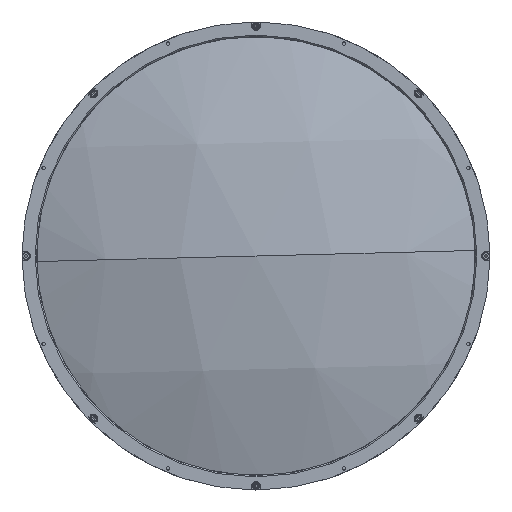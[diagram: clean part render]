
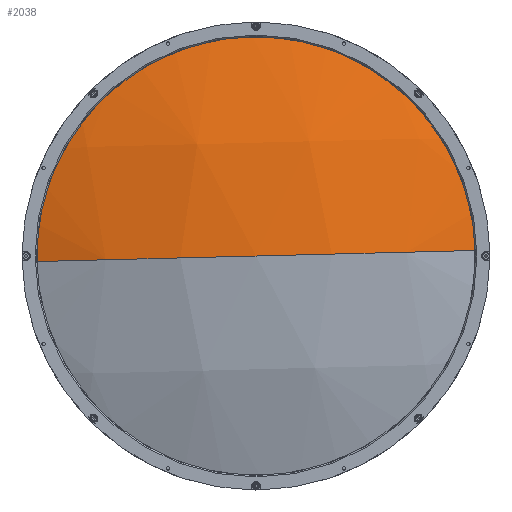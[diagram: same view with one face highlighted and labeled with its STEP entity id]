
A CAD part, left-side view. The second image highlights one B-rep face of the part: STEP entity #2038.
In plain terms, the highlighted spherical face has radius 465.458 mm.
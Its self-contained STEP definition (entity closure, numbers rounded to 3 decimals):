
#203 = ORIENTED_EDGE ( 'NONE', *, *, #9056, .T. ) ;
#494 = CARTESIAN_POINT ( 'NONE',  ( 25.901, 161.948, -4.088 ) ) ;
#2038 = ADVANCED_FACE ( 'NONE', ( #15490 ), #11505, .T. ) ;
#2117 = DIRECTION ( 'NONE',  ( -1., 0., 0. ) ) ;
#2835 = DIRECTION ( 'NONE',  ( 0., -1., 0.025 ) ) ;
#4040 = ORIENTED_EDGE ( 'NONE', *, *, #13386, .T. ) ;
#4125 = DIRECTION ( 'NONE',  ( 0., 0.025, 1. ) ) ;
#4169 = DIRECTION ( 'NONE',  ( 0., -0.025, -1. ) ) ;
#5060 = CARTESIAN_POINT ( 'NONE',  ( 462.258, 0., 0. ) ) ;
#5080 = EDGE_LOOP ( 'NONE', ( #4040, #203, #17251 ) ) ;
#5172 = VERTEX_POINT ( 'NONE', #494 ) ;
#5572 = VERTEX_POINT ( 'NONE', #15140 ) ;
#5787 = EDGE_CURVE ( 'NONE', #5572, #15770, #12040, .T. ) ;
#5913 = AXIS2_PLACEMENT_3D ( 'NONE', #10139, #2117, #11504 ) ;
#6092 = CIRCLE ( 'NONE', #7958, 465.458 ) ;
#6254 = AXIS2_PLACEMENT_3D ( 'NONE', #16222, #4125, #2835 ) ;
#6398 = DIRECTION ( 'NONE',  ( 0., -1., 0.025 ) ) ;
#7958 = AXIS2_PLACEMENT_3D ( 'NONE', #5060, #14431, #6398 ) ;
#8244 = CARTESIAN_POINT ( 'NONE',  ( -3.2, 0., 0. ) ) ;
#8990 = AXIS2_PLACEMENT_3D ( 'NONE', #12221, #4169, #13561 ) ;
#9056 = EDGE_CURVE ( 'NONE', #5172, #15770, #6092, .T. ) ;
#10139 = CARTESIAN_POINT ( 'NONE',  ( 25.901, 0., 0. ) ) ;
#11504 = DIRECTION ( 'NONE',  ( 0., 0.025, 1. ) ) ;
#11505 = SPHERICAL_SURFACE ( 'NONE', #6254, 465.458 ) ;
#12040 = CIRCLE ( 'NONE', #8990, 465.458 ) ;
#12221 = CARTESIAN_POINT ( 'NONE',  ( 462.258, 0., 0. ) ) ;
#13386 = EDGE_CURVE ( 'NONE', #5572, #5172, #14594, .T. ) ;
#13561 = DIRECTION ( 'NONE',  ( 0., 1., -0.025 ) ) ;
#14431 = DIRECTION ( 'NONE',  ( 0., 0.025, 1. ) ) ;
#14594 = CIRCLE ( 'NONE', #5913, 162. ) ;
#15140 = CARTESIAN_POINT ( 'NONE',  ( 25.901, -161.948, 4.088 ) ) ;
#15490 = FACE_OUTER_BOUND ( 'NONE', #5080, .T. ) ;
#15770 = VERTEX_POINT ( 'NONE', #8244 ) ;
#16222 = CARTESIAN_POINT ( 'NONE',  ( 462.258, 0., 0. ) ) ;
#17251 = ORIENTED_EDGE ( 'NONE', *, *, #5787, .F. ) ;
